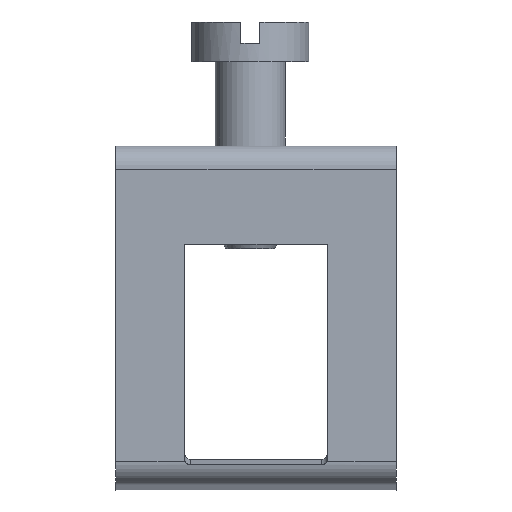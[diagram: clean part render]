
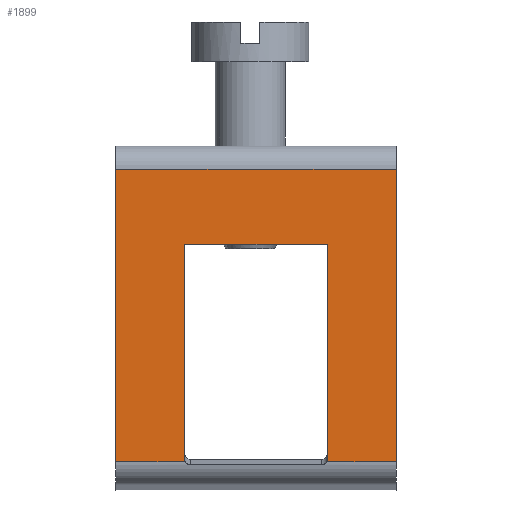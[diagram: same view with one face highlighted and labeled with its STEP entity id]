
A CAD part, left-side view. The second image highlights one B-rep face of the part: STEP entity #1899.
In plain terms, the highlighted planar face has unit normal (-1, 0, 0).
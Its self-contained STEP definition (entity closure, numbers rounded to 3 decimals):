
#1881=AXIS2_PLACEMENT_3D('Plane Axis2P3D',#1878,#1879,#1880) ;
#488=CARTESIAN_POINT('Vertex',(0.,2.95,10.502)) ;
#491=CARTESIAN_POINT('Line Origine',(0.,6.,10.502)) ;
#495=CARTESIAN_POINT('Vertex',(0.,9.05,10.502)) ;
#522=CARTESIAN_POINT('Line Origine',(0.,9.05,5.919)) ;
#526=CARTESIAN_POINT('Vertex',(0.,9.05,1.337)) ;
#546=CARTESIAN_POINT('Line Origine',(0.,2.95,5.919)) ;
#550=CARTESIAN_POINT('Vertex',(0.,2.95,1.337)) ;
#578=CARTESIAN_POINT('Control Point',(0.,9.05,1.337)) ;
#579=CARTESIAN_POINT('Control Point',(0.,9.05,1.296)) ;
#580=CARTESIAN_POINT('Control Point',(0.,9.04,1.255)) ;
#581=CARTESIAN_POINT('Control Point',(0.,9.022,1.219)) ;
#582=CARTESIAN_POINT('Vertex',(0.,9.022,1.219)) ;
#622=CARTESIAN_POINT('Line Origine',(0.,6.,13.702)) ;
#626=CARTESIAN_POINT('Vertex',(0.,8.402,13.702)) ;
#628=CARTESIAN_POINT('Vertex',(0.,12.,13.702)) ;
#631=CARTESIAN_POINT('Line Origine',(0.,6.,13.702)) ;
#635=CARTESIAN_POINT('Vertex',(0.,8.05,13.702)) ;
#638=CARTESIAN_POINT('Line Origine',(0.,6.,13.702)) ;
#642=CARTESIAN_POINT('Vertex',(0.,3.95,13.702)) ;
#645=CARTESIAN_POINT('Line Origine',(0.,6.,13.702)) ;
#649=CARTESIAN_POINT('Vertex',(0.,3.736,13.702)) ;
#652=CARTESIAN_POINT('Line Origine',(0.,6.,13.702)) ;
#656=CARTESIAN_POINT('Vertex',(0.,0.,13.702)) ;
#708=CARTESIAN_POINT('Line Origine',(0.,0.,7.461)) ;
#712=CARTESIAN_POINT('Vertex',(0.,0.,1.219)) ;
#845=CARTESIAN_POINT('Line Origine',(0.,6.,1.219)) ;
#849=CARTESIAN_POINT('Vertex',(0.,12.,1.219)) ;
#864=CARTESIAN_POINT('Line Origine',(0.,6.,1.219)) ;
#868=CARTESIAN_POINT('Vertex',(0.,2.978,1.219)) ;
#917=CARTESIAN_POINT('Control Point',(0.,2.95,1.337)) ;
#918=CARTESIAN_POINT('Control Point',(0.,2.95,1.296)) ;
#919=CARTESIAN_POINT('Control Point',(0.,2.96,1.255)) ;
#920=CARTESIAN_POINT('Control Point',(0.,2.978,1.219)) ;
#1033=CARTESIAN_POINT('Line Origine',(0.,12.,7.461)) ;
#1878=CARTESIAN_POINT('Axis2P3D Location',(0.,0.,13.702)) ;
#492=DIRECTION('Vector Direction',(0.,-1.,0.)) ;
#523=DIRECTION('Vector Direction',(0.,0.,-1.)) ;
#547=DIRECTION('Vector Direction',(0.,0.,1.)) ;
#623=DIRECTION('Vector Direction',(0.,1.,0.)) ;
#632=DIRECTION('Vector Direction',(0.,1.,0.)) ;
#639=DIRECTION('Vector Direction',(0.,1.,0.)) ;
#646=DIRECTION('Vector Direction',(0.,1.,0.)) ;
#653=DIRECTION('Vector Direction',(0.,1.,0.)) ;
#709=DIRECTION('Vector Direction',(0.,0.,-1.)) ;
#846=DIRECTION('Vector Direction',(0.,1.,0.)) ;
#865=DIRECTION('Vector Direction',(0.,1.,0.)) ;
#1034=DIRECTION('Vector Direction',(0.,0.,-1.)) ;
#1879=DIRECTION('Axis2P3D Direction',(1.,-0.,0.)) ;
#1880=DIRECTION('Axis2P3D XDirection',(0.,0.,-1.)) ;
#493=VECTOR('Line Direction',#492,1.) ;
#524=VECTOR('Line Direction',#523,1.) ;
#548=VECTOR('Line Direction',#547,1.) ;
#624=VECTOR('Line Direction',#623,1.) ;
#633=VECTOR('Line Direction',#632,1.) ;
#640=VECTOR('Line Direction',#639,1.) ;
#647=VECTOR('Line Direction',#646,1.) ;
#654=VECTOR('Line Direction',#653,1.) ;
#710=VECTOR('Line Direction',#709,1.) ;
#847=VECTOR('Line Direction',#846,1.) ;
#866=VECTOR('Line Direction',#865,1.) ;
#1035=VECTOR('Line Direction',#1034,1.) ;
#1884=ORIENTED_EDGE('',*,*,#637,.T.) ;
#1885=ORIENTED_EDGE('',*,*,#630,.T.) ;
#1886=ORIENTED_EDGE('',*,*,#1037,.F.) ;
#1887=ORIENTED_EDGE('',*,*,#851,.T.) ;
#1888=ORIENTED_EDGE('',*,*,#584,.T.) ;
#1889=ORIENTED_EDGE('',*,*,#528,.F.) ;
#1890=ORIENTED_EDGE('',*,*,#497,.F.) ;
#1891=ORIENTED_EDGE('',*,*,#552,.F.) ;
#1892=ORIENTED_EDGE('',*,*,#921,.T.) ;
#1893=ORIENTED_EDGE('',*,*,#870,.F.) ;
#1894=ORIENTED_EDGE('',*,*,#714,.T.) ;
#1895=ORIENTED_EDGE('',*,*,#658,.T.) ;
#1896=ORIENTED_EDGE('',*,*,#651,.T.) ;
#1897=ORIENTED_EDGE('',*,*,#644,.T.) ;
#1899=ADVANCED_FACE('V1',(#1898),#1882,.F.) ;
#577=B_SPLINE_CURVE_WITH_KNOTS('',3,(#578,#579,#580,#581),.UNSPECIFIED.,.F.,.U.,(4,4),(0.,0.172),.UNSPECIFIED.) ;
#916=B_SPLINE_CURVE_WITH_KNOTS('',3,(#917,#918,#919,#920),.UNSPECIFIED.,.F.,.U.,(4,4),(0.,0.172),.UNSPECIFIED.) ;
#497=EDGE_CURVE('',#489,#496,#494,.F.) ;
#528=EDGE_CURVE('',#496,#527,#525,.T.) ;
#552=EDGE_CURVE('',#551,#489,#549,.T.) ;
#584=EDGE_CURVE('',#583,#527,#577,.F.) ;
#630=EDGE_CURVE('',#627,#629,#625,.T.) ;
#637=EDGE_CURVE('',#636,#627,#634,.T.) ;
#644=EDGE_CURVE('',#643,#636,#641,.T.) ;
#651=EDGE_CURVE('',#650,#643,#648,.T.) ;
#658=EDGE_CURVE('',#657,#650,#655,.T.) ;
#714=EDGE_CURVE('',#713,#657,#711,.F.) ;
#851=EDGE_CURVE('',#850,#583,#848,.F.) ;
#870=EDGE_CURVE('',#713,#869,#867,.T.) ;
#921=EDGE_CURVE('',#551,#869,#916,.T.) ;
#1037=EDGE_CURVE('',#850,#629,#1036,.F.) ;
#1883=EDGE_LOOP('',(#1884,#1885,#1886,#1887,#1888,#1889,#1890,#1891,#1892,#1893,#1894,#1895,#1896,#1897)) ;
#1898=FACE_OUTER_BOUND('',#1883,.T.) ;
#494=LINE('Line',#491,#493) ;
#525=LINE('Line',#522,#524) ;
#549=LINE('Line',#546,#548) ;
#625=LINE('Line',#622,#624) ;
#634=LINE('Line',#631,#633) ;
#641=LINE('Line',#638,#640) ;
#648=LINE('Line',#645,#647) ;
#655=LINE('Line',#652,#654) ;
#711=LINE('Line',#708,#710) ;
#848=LINE('Line',#845,#847) ;
#867=LINE('Line',#864,#866) ;
#1036=LINE('Line',#1033,#1035) ;
#1882=PLANE('',#1881) ;
#489=VERTEX_POINT('',#488) ;
#496=VERTEX_POINT('',#495) ;
#527=VERTEX_POINT('',#526) ;
#551=VERTEX_POINT('',#550) ;
#583=VERTEX_POINT('',#582) ;
#627=VERTEX_POINT('',#626) ;
#629=VERTEX_POINT('',#628) ;
#636=VERTEX_POINT('',#635) ;
#643=VERTEX_POINT('',#642) ;
#650=VERTEX_POINT('',#649) ;
#657=VERTEX_POINT('',#656) ;
#713=VERTEX_POINT('',#712) ;
#850=VERTEX_POINT('',#849) ;
#869=VERTEX_POINT('',#868) ;
